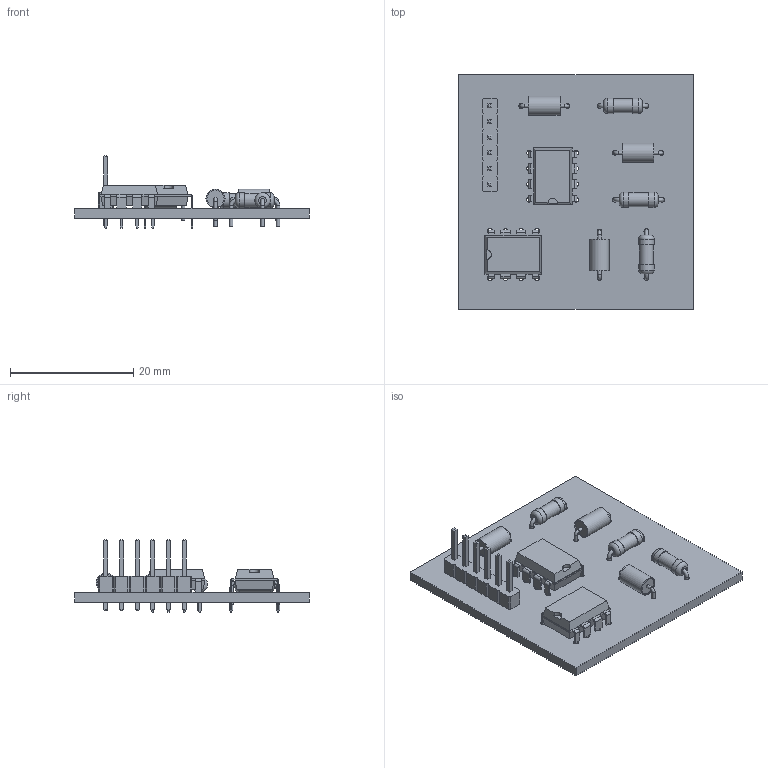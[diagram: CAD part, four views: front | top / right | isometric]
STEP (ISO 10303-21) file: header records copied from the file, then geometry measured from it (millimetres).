
FILE_DESCRIPTION(('KiCad electronic assembly'),'2;1');
FILE_NAME('_____ 3 _______ ________ ______.step','2023-11-13T02:30:08',( 'Pcbnew'),('Kicad'),'Open CASCADE STEP processor 7.7', 'KiCad to STEP converter','Unknown');
FILE_SCHEMA(('AUTOMOTIVE_DESIGN { 1 0 10303 214 1 1 1 1 }'));
Length unit declared in the file: millimetre
Products named in the file (10): _____ 3 _______ ________ ______ 1; C_Axial_L5.1mm_D3.1mm_P7.50mm_Horizontal; SOLID; PinHeader_1x06_P2.54mm_Vertical; R_Axial_DIN0207_L6.3mm_D2.5mm_P7.62mm_Horizontal; DIP-8_W7.62mm; _autosave-Ð¤Ð¸Ð»ÑÑ 3 Ð¿Ð¾ÑÑÐ´ÐºÐ° 
Ð¿Ð»Ð°ÑÐ° PCB
Assembly tree (14 placements, depth 3):
  _____ 3 _______ ________ ______ 1
    C_Axial_L5.1mm_D3.1mm_P7.50mm_Horizontal  x3
      SOLID
    PinHeader_1x06_P2.54mm_Vertical
      SOLID
    R_Axial_DIN0207_L6.3mm_D2.5mm_P7.62mm_Horizontal  x3
      SOLID
    DIP-8_W7.62mm  x2
      SOLID
    _autosave-Ð¤Ð¸Ð»ÑÑ 3 Ð¿Ð¾ÑÑÐ´ÐºÐ° 
Ð¿Ð»Ð°ÑÐ° PCB
Bounding box: 38.1 x 38.1 x 11.84 mm (x, y, z)
Volume: 2984 mm3; surface area: 4612.1 mm2
Topology: 10 solids, 10 shells, 574 faces, 1401 edges, 883 vertices
Faces by surface type: plane 412, cylinder 104, bspline 40, torus 12, revolution 6
Full cylindrical faces by diameter (mm): 0.5 x12, 0.6 x6, 0.8 x28, 1 x6, 2.25 x3, 2.5 x6, 2.79 x6, 3.1 x3
Entity records: 27506 total; most frequent: CARTESIAN_POINT 6525, DIRECTION 3425, LINE 2395, VECTOR 2395, ORIENTED_EDGE 1822, PCURVE 1822, DEFINITIONAL_REPRESENTATION 1822, EDGE_CURVE 911
